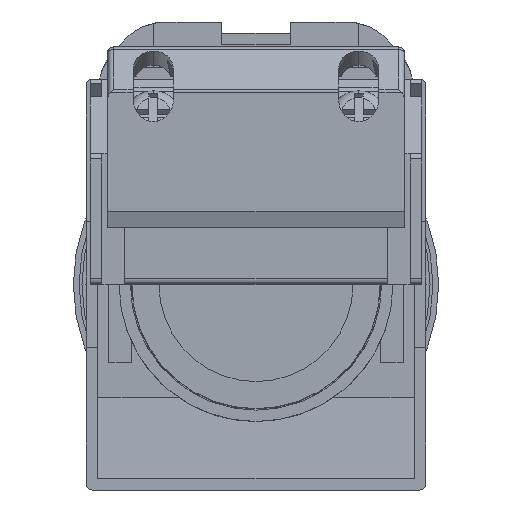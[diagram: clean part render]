
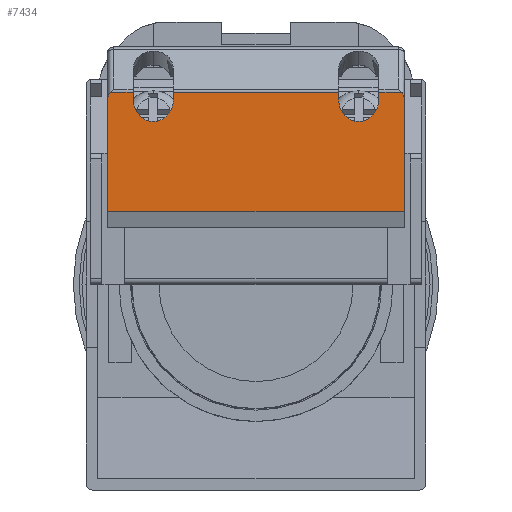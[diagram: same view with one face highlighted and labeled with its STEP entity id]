
A CAD part, front view. The second image highlights one B-rep face of the part: STEP entity #7434.
In plain terms, the highlighted planar face has unit normal (0, -1, 0).
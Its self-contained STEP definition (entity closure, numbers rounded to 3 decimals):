
#29 = EDGE_CURVE ( 'NONE', #8207, #6975, #4696, .T. ) ;
#81 = CARTESIAN_POINT ( 'NONE',  ( 7.25, -41.5, 16.86 ) ) ;
#174 = ORIENTED_EDGE ( 'NONE', *, *, #7025, .F. ) ;
#176 = DIRECTION ( 'NONE',  ( 0., 0., -1. ) ) ;
#372 = VECTOR ( 'NONE', #9245, 1000. ) ;
#418 = EDGE_CURVE ( 'NONE', #9571, #9786, #9807, .T. ) ;
#458 = DIRECTION ( 'NONE',  ( 0., 0., -1. ) ) ;
#527 = CARTESIAN_POINT ( 'NONE',  ( 13., -41.5, 6.374 ) ) ;
#545 = VECTOR ( 'NONE', #3571, 1000. ) ;
#726 = EDGE_CURVE ( 'NONE', #1909, #8207, #8702, .T. ) ;
#741 = VERTEX_POINT ( 'NONE', #10212 ) ;
#754 = ORIENTED_EDGE ( 'NONE', *, *, #418, .F. ) ;
#846 = CARTESIAN_POINT ( 'NONE',  ( -12.76, -41.5, 16.86 ) ) ;
#995 =( BOUNDED_CURVE ( )  B_SPLINE_CURVE ( 3, ( #846, #9757, #8980, #9792 ),
 .UNSPECIFIED., .F., .F. ) 
 B_SPLINE_CURVE_WITH_KNOTS ( ( 4, 4 ),
 ( 3.689, 4.712 ),
 .UNSPECIFIED. ) 
 CURVE ( )  GEOMETRIC_REPRESENTATION_ITEM ( )  RATIONAL_B_SPLINE_CURVE ( ( 1., 0.915, 0.915, 1. ) ) 
 REPRESENTATION_ITEM ( '' )  );
#1018 = CARTESIAN_POINT ( 'NONE',  ( -10.75, -41.5, 16.185 ) ) ;
#1120 = CARTESIAN_POINT ( 'NONE',  ( 7.25, -41.5, 12.377 ) ) ;
#1432 = EDGE_CURVE ( 'NONE', #1909, #8134, #5042, .T. ) ;
#1472 = CARTESIAN_POINT ( 'NONE',  ( 12.76, -41.5, 16.86 ) ) ;
#1630 = DIRECTION ( 'NONE',  ( 0., 1., 0. ) ) ;
#1664 = EDGE_CURVE ( 'NONE', #741, #9571, #8480, .T. ) ;
#1672 = AXIS2_PLACEMENT_3D ( 'NONE', #3217, #1630, #7349 ) ;
#1808 = VERTEX_POINT ( 'NONE', #1472 ) ;
#1909 = VERTEX_POINT ( 'NONE', #2376 ) ;
#2104 = CARTESIAN_POINT ( 'NONE',  ( -10.75, -41.5, 6.374 ) ) ;
#2209 = VECTOR ( 'NONE', #458, 1000. ) ;
#2354 = EDGE_CURVE ( 'NONE', #741, #1808, #2873, .T. ) ;
#2376 = CARTESIAN_POINT ( 'NONE',  ( -10.75, -41.5, 16.86 ) ) ;
#2463 = CARTESIAN_POINT ( 'NONE',  ( 7.25, -41.5, 6.374 ) ) ;
#2526 = DIRECTION ( 'NONE',  ( -1., 0., 0. ) ) ;
#2528 = LINE ( 'NONE', #2772, #372 ) ;
#2735 = CARTESIAN_POINT ( 'NONE',  ( 10.75, -41.5, 16.185 ) ) ;
#2772 = CARTESIAN_POINT ( 'NONE',  ( 13., -41.5, 16.86 ) ) ;
#2867 = VERTEX_POINT ( 'NONE', #9264 ) ;
#2873 =( BOUNDED_CURVE ( )  B_SPLINE_CURVE ( 3, ( #3891, #9546, #10382, #5553 ),
 .UNSPECIFIED., .F., .F. ) 
 B_SPLINE_CURVE_WITH_KNOTS ( ( 4, 4 ),
 ( 4.712, 5.736 ),
 .UNSPECIFIED. ) 
 CURVE ( )  GEOMETRIC_REPRESENTATION_ITEM ( )  RATIONAL_B_SPLINE_CURVE ( ( 1., 0.915, 0.915, 1. ) ) 
 REPRESENTATION_ITEM ( '' )  );
#2886 = VECTOR ( 'NONE', #7455, 1000. ) ;
#3046 = CARTESIAN_POINT ( 'NONE',  ( -10.75, -41.5, 12.377 ) ) ;
#3200 = DIRECTION ( 'NONE',  ( -1., 0., 0. ) ) ;
#3217 = CARTESIAN_POINT ( 'NONE',  ( 13., -41.5, 6.374 ) ) ;
#3293 = CARTESIAN_POINT ( 'NONE',  ( 10.75, -41.5, 16.86 ) ) ;
#3509 = CARTESIAN_POINT ( 'NONE',  ( 7.25, -41.5, 16.185 ) ) ;
#3571 = DIRECTION ( 'NONE',  ( 0., 0., 1. ) ) ;
#3574 = VECTOR ( 'NONE', #3200, 1000. ) ;
#3649 = EDGE_LOOP ( 'NONE', ( #10002, #10043, #7628, #4846, #5303, #6513, #7206, #8206, #754, #8192, #10119, #5858, #174, #7394 ) ) ;
#3657 = VERTEX_POINT ( 'NONE', #9064 ) ;
#3698 = VECTOR ( 'NONE', #8168, 1000. ) ;
#3859 = CARTESIAN_POINT ( 'NONE',  ( -7.25, -41.5, 16.185 ) ) ;
#3891 = CARTESIAN_POINT ( 'NONE',  ( 13., -41.5, 16.039 ) ) ;
#4136 = VECTOR ( 'NONE', #7775, 1000. ) ;
#4253 = EDGE_CURVE ( 'NONE', #8134, #7788, #995, .T. ) ;
#4260 = VERTEX_POINT ( 'NONE', #3293 ) ;
#4678 = EDGE_CURVE ( 'NONE', #1808, #4260, #2528, .T. ) ;
#4696 =( BOUNDED_CURVE ( )  B_SPLINE_CURVE ( 3, ( #8749, #3046, #7148, #3859 ),
 .UNSPECIFIED., .F., .F. ) 
 B_SPLINE_CURVE_WITH_KNOTS ( ( 4, 4 ),
 ( 4.712, 7.854 ),
 .UNSPECIFIED. ) 
 CURVE ( )  GEOMETRIC_REPRESENTATION_ITEM ( )  RATIONAL_B_SPLINE_CURVE ( ( 1., 0.333, 0.333, 1. ) ) 
 REPRESENTATION_ITEM ( '' )  );
#4846 = ORIENTED_EDGE ( 'NONE', *, *, #29, .F. ) ;
#4958 = CARTESIAN_POINT ( 'NONE',  ( 13., -41.5, 16.86 ) ) ;
#4970 = CARTESIAN_POINT ( 'NONE',  ( -12.76, -41.5, 16.86 ) ) ;
#5005 = VECTOR ( 'NONE', #2526, 1000. ) ;
#5042 = LINE ( 'NONE', #5805, #2886 ) ;
#5061 = CARTESIAN_POINT ( 'NONE',  ( -13., -41.5, 6.374 ) ) ;
#5303 = ORIENTED_EDGE ( 'NONE', *, *, #726, .F. ) ;
#5553 = CARTESIAN_POINT ( 'NONE',  ( 12.76, -41.5, 16.86 ) ) ;
#5620 = VECTOR ( 'NONE', #176, 1000. ) ;
#5805 = CARTESIAN_POINT ( 'NONE',  ( 13., -41.5, 16.86 ) ) ;
#5858 = ORIENTED_EDGE ( 'NONE', *, *, #4678, .T. ) ;
#5872 = LINE ( 'NONE', #2463, #3698 ) ;
#6196 = VECTOR ( 'NONE', #8536, 1000. ) ;
#6513 = ORIENTED_EDGE ( 'NONE', *, *, #1432, .T. ) ;
#6527 = PLANE ( 'NONE',  #1672 ) ;
#6624 = VERTEX_POINT ( 'NONE', #9129 ) ;
#6673 = CARTESIAN_POINT ( 'NONE',  ( -13., -41.5, 6.374 ) ) ;
#6959 = CARTESIAN_POINT ( 'NONE',  ( 13., -41.5, 6.374 ) ) ;
#6975 = VERTEX_POINT ( 'NONE', #9193 ) ;
#7025 = EDGE_CURVE ( 'NONE', #6624, #4260, #8703, .T. ) ;
#7148 = CARTESIAN_POINT ( 'NONE',  ( -7.25, -41.5, 12.377 ) ) ;
#7206 = ORIENTED_EDGE ( 'NONE', *, *, #4253, .T. ) ;
#7349 = DIRECTION ( 'NONE',  ( 0., 0., 1. ) ) ;
#7394 = ORIENTED_EDGE ( 'NONE', *, *, #9302, .F. ) ;
#7434 = ADVANCED_FACE ( 'NONE', ( #9289 ), #6527, .F. ) ;
#7455 = DIRECTION ( 'NONE',  ( -1., 0., 0. ) ) ;
#7614 = CARTESIAN_POINT ( 'NONE',  ( -7.25, -41.5, 6.374 ) ) ;
#7628 = ORIENTED_EDGE ( 'NONE', *, *, #9878, .F. ) ;
#7645 = CARTESIAN_POINT ( 'NONE',  ( 10.75, -41.5, 12.377 ) ) ;
#7775 = DIRECTION ( 'NONE',  ( 0., 0., -1. ) ) ;
#7788 = VERTEX_POINT ( 'NONE', #10236 ) ;
#8016 = EDGE_CURVE ( 'NONE', #8121, #3657, #5872, .T. ) ;
#8082 = CARTESIAN_POINT ( 'NONE',  ( 13., -41.5, 6.374 ) ) ;
#8121 = VERTEX_POINT ( 'NONE', #81 ) ;
#8134 = VERTEX_POINT ( 'NONE', #4970 ) ;
#8168 = DIRECTION ( 'NONE',  ( 0., 0., -1. ) ) ;
#8192 = ORIENTED_EDGE ( 'NONE', *, *, #1664, .F. ) ;
#8206 = ORIENTED_EDGE ( 'NONE', *, *, #10285, .T. ) ;
#8207 = VERTEX_POINT ( 'NONE', #1018 ) ;
#8318 = LINE ( 'NONE', #7614, #6196 ) ;
#8466 = CARTESIAN_POINT ( 'NONE',  ( 10.75, -41.5, 6.374 ) ) ;
#8480 = LINE ( 'NONE', #6959, #4136 ) ;
#8536 = DIRECTION ( 'NONE',  ( 0., 0., 1. ) ) ;
#8702 = LINE ( 'NONE', #2104, #2209 ) ;
#8703 = LINE ( 'NONE', #8466, #545 ) ;
#8749 = CARTESIAN_POINT ( 'NONE',  ( -10.75, -41.5, 16.185 ) ) ;
#8980 = CARTESIAN_POINT ( 'NONE',  ( -13., -41.5, 16.382 ) ) ;
#9064 = CARTESIAN_POINT ( 'NONE',  ( 7.25, -41.5, 16.185 ) ) ;
#9129 = CARTESIAN_POINT ( 'NONE',  ( 10.75, -41.5, 16.185 ) ) ;
#9193 = CARTESIAN_POINT ( 'NONE',  ( -7.25, -41.5, 16.185 ) ) ;
#9245 = DIRECTION ( 'NONE',  ( -1., 0., 0. ) ) ;
#9264 = CARTESIAN_POINT ( 'NONE',  ( -7.25, -41.5, 16.86 ) ) ;
#9289 = FACE_OUTER_BOUND ( 'NONE', #3649, .T. ) ;
#9302 = EDGE_CURVE ( 'NONE', #3657, #6624, #9669, .T. ) ;
#9334 = LINE ( 'NONE', #4958, #5005 ) ;
#9546 = CARTESIAN_POINT ( 'NONE',  ( 13., -41.5, 16.382 ) ) ;
#9571 = VERTEX_POINT ( 'NONE', #527 ) ;
#9669 =( BOUNDED_CURVE ( )  B_SPLINE_CURVE ( 3, ( #3509, #1120, #7645, #2735 ),
 .UNSPECIFIED., .F., .F. ) 
 B_SPLINE_CURVE_WITH_KNOTS ( ( 4, 4 ),
 ( 4.712, 7.854 ),
 .UNSPECIFIED. ) 
 CURVE ( )  GEOMETRIC_REPRESENTATION_ITEM ( )  RATIONAL_B_SPLINE_CURVE ( ( 1., 0.333, 0.333, 1. ) ) 
 REPRESENTATION_ITEM ( '' )  );
#9755 = EDGE_CURVE ( 'NONE', #8121, #2867, #9334, .T. ) ;
#9757 = CARTESIAN_POINT ( 'NONE',  ( -12.913, -41.5, 16.681 ) ) ;
#9786 = VERTEX_POINT ( 'NONE', #6673 ) ;
#9792 = CARTESIAN_POINT ( 'NONE',  ( -13., -41.5, 16.039 ) ) ;
#9807 = LINE ( 'NONE', #8082, #3574 ) ;
#9878 = EDGE_CURVE ( 'NONE', #6975, #2867, #8318, .T. ) ;
#9888 = LINE ( 'NONE', #5061, #5620 ) ;
#10002 = ORIENTED_EDGE ( 'NONE', *, *, #8016, .F. ) ;
#10043 = ORIENTED_EDGE ( 'NONE', *, *, #9755, .T. ) ;
#10119 = ORIENTED_EDGE ( 'NONE', *, *, #2354, .T. ) ;
#10212 = CARTESIAN_POINT ( 'NONE',  ( 13., -41.5, 16.039 ) ) ;
#10236 = CARTESIAN_POINT ( 'NONE',  ( -13., -41.5, 16.039 ) ) ;
#10285 = EDGE_CURVE ( 'NONE', #7788, #9786, #9888, .T. ) ;
#10382 = CARTESIAN_POINT ( 'NONE',  ( 12.913, -41.5, 16.681 ) ) ;
